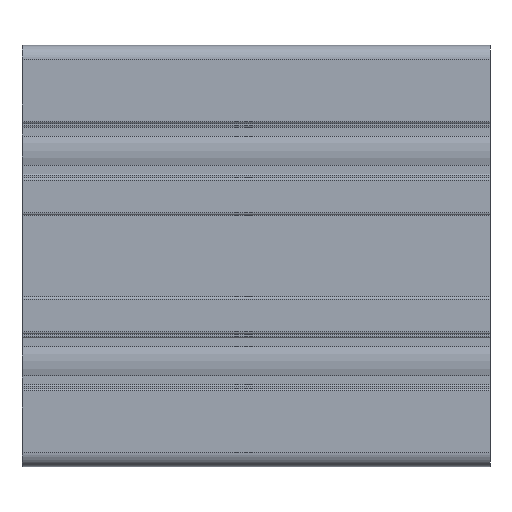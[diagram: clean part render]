
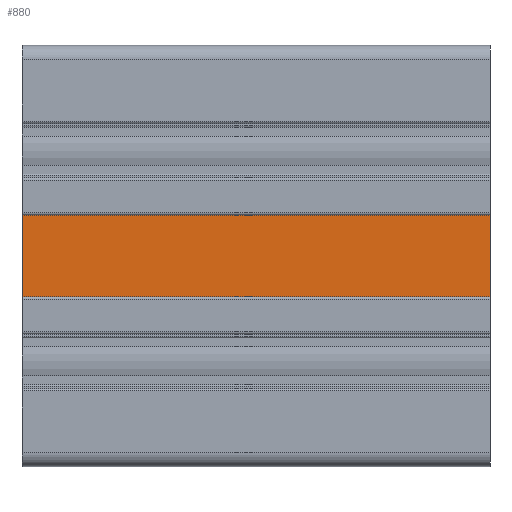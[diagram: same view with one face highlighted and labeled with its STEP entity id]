
A CAD part, left-side view. The second image highlights one B-rep face of the part: STEP entity #880.
In plain terms, the highlighted planar face has unit normal (-1, 0, 0).
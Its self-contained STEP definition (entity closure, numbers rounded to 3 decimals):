
#880 = ADVANCED_FACE( '', ( #1840 ), #1841, .F. );
#1840 = FACE_OUTER_BOUND( '', #2863, .T. );
#1841 = PLANE( '', #2864 );
#2863 = EDGE_LOOP( '', ( #5827, #5828, #5829, #5830 ) );
#2864 = AXIS2_PLACEMENT_3D( '', #5831, #5832, #5833 );
#5827 = ORIENTED_EDGE( '', *, *, #7212, .T. );
#5828 = ORIENTED_EDGE( '', *, *, #7574, .F. );
#5829 = ORIENTED_EDGE( '', *, *, #6989, .F. );
#5830 = ORIENTED_EDGE( '', *, *, #7452, .T. );
#5831 = CARTESIAN_POINT( '', ( -21., 100., 8.75 ) );
#5832 = DIRECTION( '', ( 1., 0., 0. ) );
#5833 = DIRECTION( '', ( 0., 0., -1. ) );
#6989 = EDGE_CURVE( '', #8746, #8748, #8749, .T. );
#7212 = EDGE_CURVE( '', #9116, #9114, #9117, .T. );
#7452 = EDGE_CURVE( '', #8746, #9116, #9446, .T. );
#7574 = EDGE_CURVE( '', #8748, #9114, #9568, .T. );
#8746 = VERTEX_POINT( '', #11059 );
#8748 = VERTEX_POINT( '', #11062 );
#8749 = LINE( '', #11063, #11064 );
#9114 = VERTEX_POINT( '', #11528 );
#9116 = VERTEX_POINT( '', #11531 );
#9117 = LINE( '', #11532, #11533 );
#9446 = LINE( '', #11996, #11997 );
#9568 = LINE( '', #12173, #12174 );
#11059 = CARTESIAN_POINT( '', ( -21., 100., -8.75 ) );
#11062 = CARTESIAN_POINT( '', ( -21., 100., 8.75 ) );
#11063 = CARTESIAN_POINT( '', ( -21., 100., 8.75 ) );
#11064 = VECTOR( '', #13221, 1000. );
#11528 = CARTESIAN_POINT( '', ( -21., 0., 8.75 ) );
#11531 = CARTESIAN_POINT( '', ( -21., 0., -8.75 ) );
#11532 = CARTESIAN_POINT( '', ( -21., 0., 8.75 ) );
#11533 = VECTOR( '', #13637, 1000. );
#11996 = CARTESIAN_POINT( '', ( -21., 100., -8.75 ) );
#11997 = VECTOR( '', #13952, 1000. );
#12173 = CARTESIAN_POINT( '', ( -21., 100., 8.75 ) );
#12174 = VECTOR( '', #14007, 1000. );
#13221 = DIRECTION( '', ( 0., 0., 1. ) );
#13637 = DIRECTION( '', ( 0., 0., 1. ) );
#13952 = DIRECTION( '', ( 0., -1., 0. ) );
#14007 = DIRECTION( '', ( 0., -1., 0. ) );
